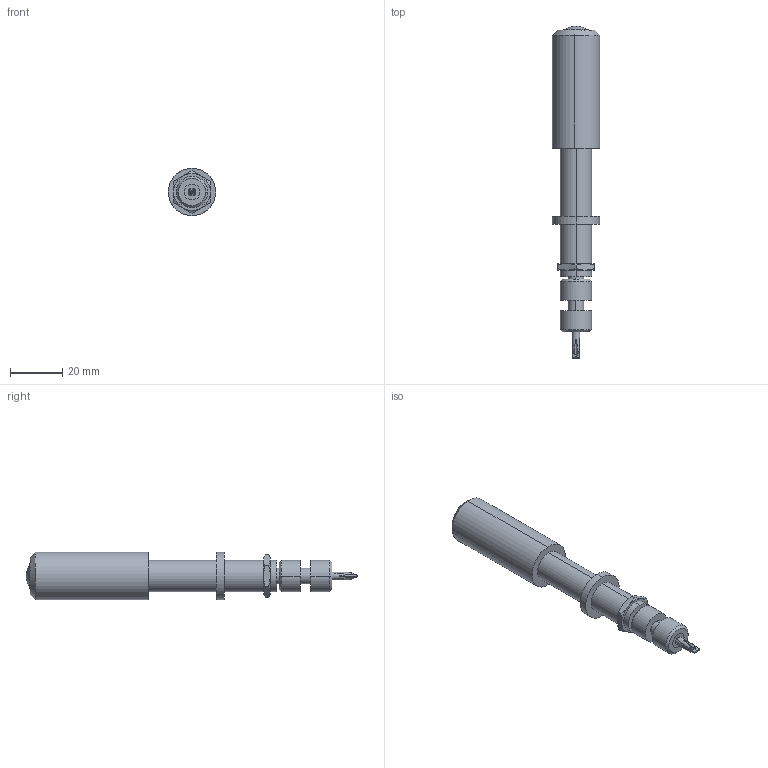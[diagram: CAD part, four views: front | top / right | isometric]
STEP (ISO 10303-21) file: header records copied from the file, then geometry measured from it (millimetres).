
FILE_DESCRIPTION (( 'STEP AP214' ), '1' );
FILE_NAME ('55465~0.STEP', '2019-12-10T09:22:23', ( '' ), ( '' ), 'SwSTEP 2.0', 'SolidWorks 2018', '' );
FILE_SCHEMA (( 'AUTOMOTIVE_DESIGN' ));
Length unit declared in the file: millimetre
Products named in the file (1): 55465~0
Bounding box: 18 x 126.6 x 18 mm (x, y, z)
Volume: 19489.8 mm3; surface area: 6393.2 mm2
Topology: 1 solids, 1 shells, 84 faces, 188 edges, 118 vertices
Faces by surface type: plane 32, cylinder 28, cone 22, torus 2
Entity records: 3152 total; most frequent: CARTESIAN_POINT 643, DIRECTION 384, ORIENTED_EDGE 376, EDGE_CURVE 188, AXIS2_PLACEMENT_3D 167, VERTEX_POINT 118, EDGE_LOOP 96, ADVANCED_FACE 84
